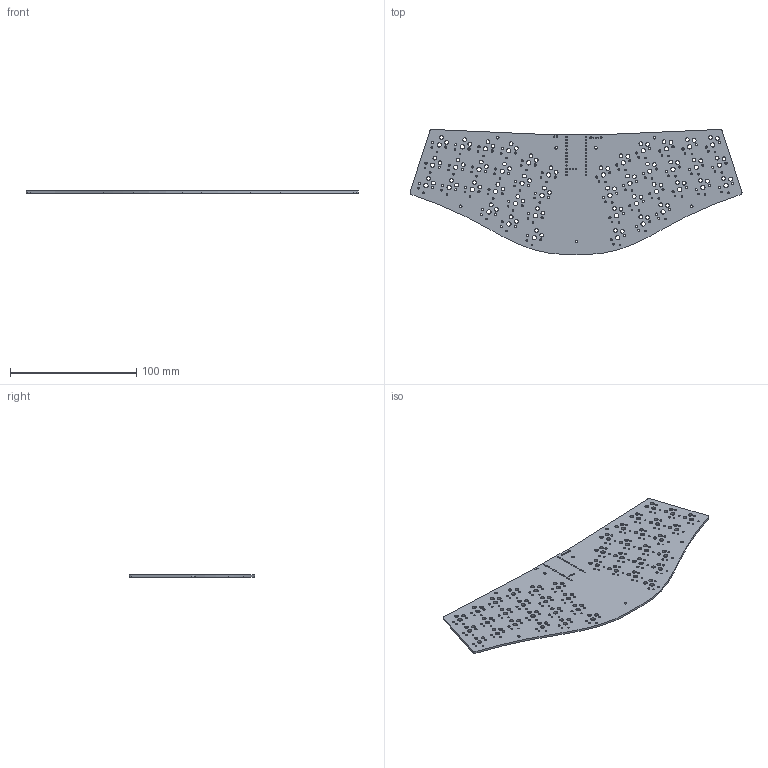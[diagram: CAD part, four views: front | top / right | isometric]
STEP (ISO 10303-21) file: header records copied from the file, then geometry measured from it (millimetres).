
FILE_DESCRIPTION(('KiCad electronic assembly'),'2;1');
FILE_NAME('osprey_pcb.step','2024-08-25T22:57:19',('Pcbnew'),('Kicad'), 'Open CASCADE STEP processor 7.7','KiCad to STEP converter','Unknown' );
FILE_SCHEMA(('AUTOMOTIVE_DESIGN { 1 0 10303 214 1 1 1 1 }'));
Length unit declared in the file: millimetre
Products named in the file (2): osprey_pcb 1; _autosave-ozprey_PCB
Assembly tree (1 placements, depth 2):
  osprey_pcb 1
    _autosave-ozprey_PCB
Bounding box: 263.46 x 99.25 x 1.6 mm (x, y, z)
Volume: 29063.6 mm3; surface area: 40841.9 mm2
Topology: 1 solids, 1 shells, 357 faces, 1065 edges, 710 vertices
Faces by surface type: cylinder 347, plane 10
Full cylindrical faces by diameter (mm): 0.8 x3, 1 x2, 1.092 x29, 1.27 x84, 1.4 x2, 1.702 x84, 2.2 x7, 3 x84, 3.429 x42
Entity records: 13818 total; most frequent: DIRECTION 2477, CARTESIAN_POINT 2134, ORIENTED_EDGE 2130, EDGE_CURVE 1065, AXIS2_PLACEMENT_3D 1053, FACE_BOUND 1031, EDGE_LOOP 1031, VERTEX_POINT 710
